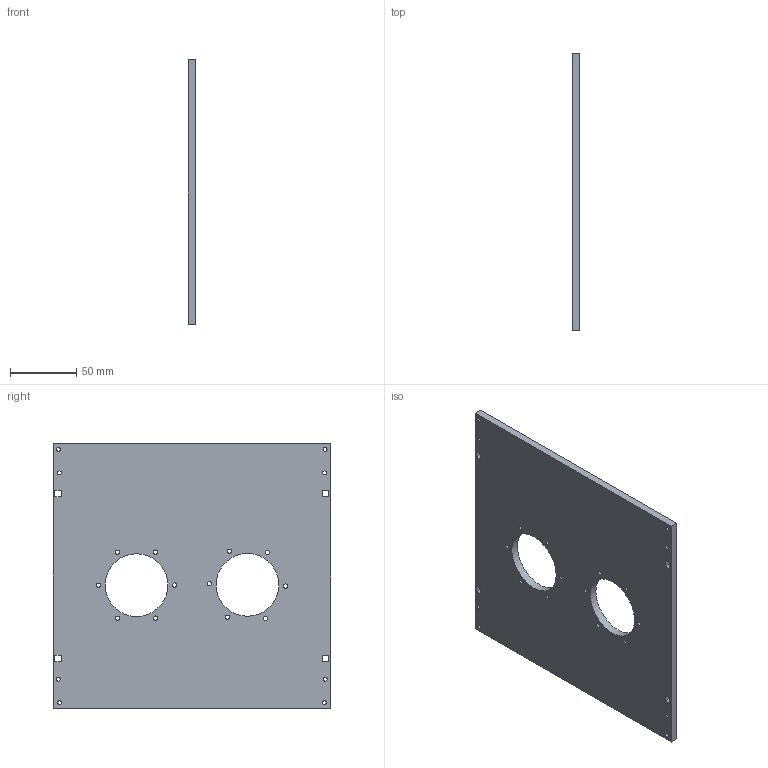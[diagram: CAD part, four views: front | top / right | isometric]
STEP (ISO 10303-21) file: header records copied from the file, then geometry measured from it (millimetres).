
FILE_DESCRIPTION(/* description */ (''),/* implementation_level */ '2;1');
FILE_NAME(/* name */ 'FrontBack_wall.step',/* time_stamp */ '2025-05-04T16:48:15+02:00',/* author */ (''),/* organization */ (''),/* preprocessor_version */ 'ST-DEVELOPER v20.1',/* originating_system */ 'Autodesk Translation Framework v14.4.0.0',/* authorisation */ '');
FILE_SCHEMA (('AUTOMOTIVE_DESIGN { 1 0 10303 214 3 1 1 }'));
Length unit declared in the file: millimetre
Products named in the file (1): Wall
Bounding box: 6 x 210 x 200 mm (x, y, z)
Volume: 229174 mm3; surface area: 85061.4 mm2
Topology: 1 solids, 1 shells, 339 faces, 954 edges, 636 vertices
Faces by surface type: plane 193, bspline 124, cylinder 22
Full cylindrical faces by diameter (mm): 3 x8, 3.2 x12, 47.5 x2
Entity records: 12136 total; most frequent: CARTESIAN_POINT 4038, ORIENTED_EDGE 1908, DIRECTION 1182, EDGE_CURVE 954, LINE 662, VECTOR 662, VERTEX_POINT 636, EDGE_LOOP 410
